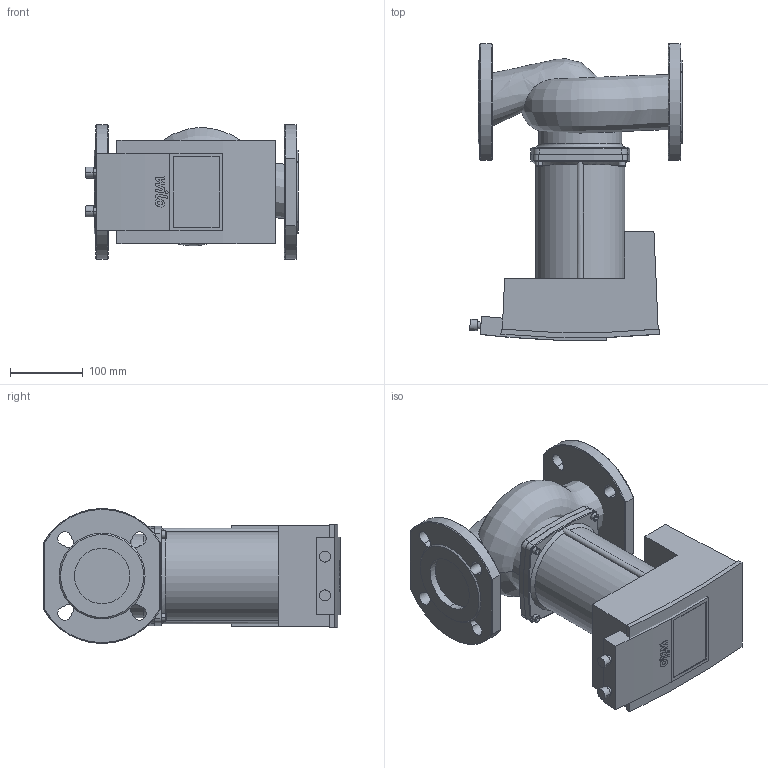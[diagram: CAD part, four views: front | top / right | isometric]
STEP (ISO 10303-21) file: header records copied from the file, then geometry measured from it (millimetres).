
FILE_DESCRIPTION((''),'2;1');
FILE_NAME('3d_YonosMAXO65_0_5-9PN6_10-2120653.stp','2016-08-29T10:29:03',(''),(''),'Mechanical Desktop 2009','Mechanical Desktop 2009',', , ');
FILE_SCHEMA(('CONFIG_CONTROL_DESIGN'));
Length unit declared in the file: millimetre
Products named in the file (1): Product
Bounding box: 291.77 x 407 x 185 mm (x, y, z)
Volume: 8604333.6 mm3; surface area: 579439 mm2
Topology: 11 solids, 11 shells, 259 faces, 630 edges, 405 vertices
Faces by surface type: bspline 102, plane 79, cylinder 46, cone 20, torus 12
Entity records: 14949 total; most frequent: CARTESIAN_POINT 9109, ORIENTED_EDGE 1260, DIRECTION 1053, EDGE_CURVE 630, VERTEX_POINT 405, AXIS2_PLACEMENT_3D 364, VECTOR 325, LINE 325
